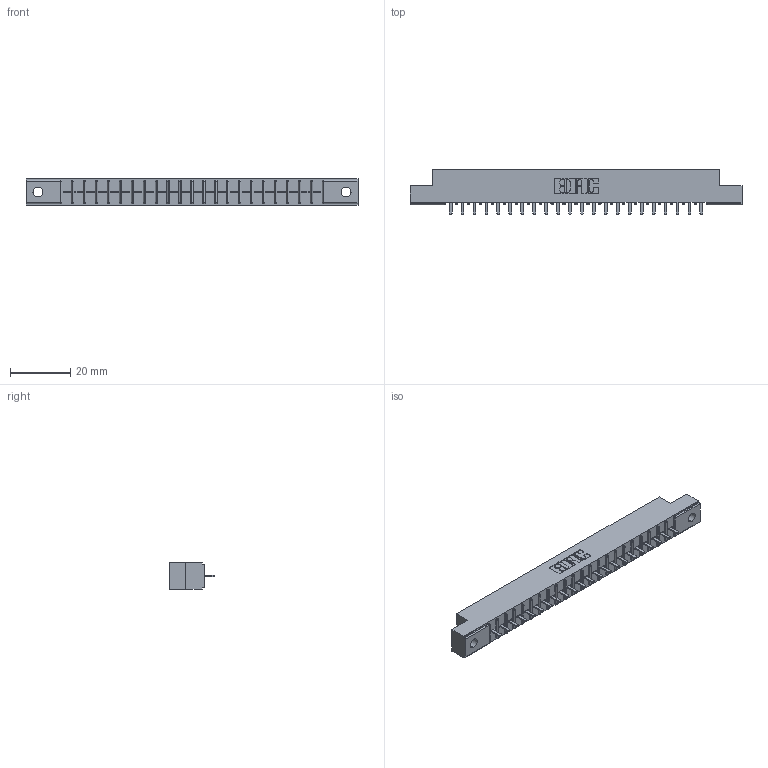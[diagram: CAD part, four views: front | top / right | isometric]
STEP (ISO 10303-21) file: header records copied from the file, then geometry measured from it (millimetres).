
FILE_DESCRIPTION (( 'STEP AP203' ), '1' );
FILE_NAME ('316-022-421-102.STEP', '2020-09-22T20:37:11', ( '' ), ( '' ), 'SwSTEP 2.0', 'SolidWorks 2020', '' );
FILE_SCHEMA (( 'CONFIG_CONTROL_DESIGN' ));
Length unit declared in the file: inch
Products named in the file (3): 316-022-421-102; 306-290-001_121; 306 Part_.128 Dia
Assembly tree (23 placements, depth 2):
  316-022-421-102
    306 Part_.128 Dia
    306-290-001_121  x22
Bounding box: 110.19 x 14.88 x 8.71 mm (x, y, z)
Volume: 7474.8 mm3; surface area: 10627.9 mm2
Topology: 23 solids, 23 shells, 1656 faces, 4650 edges, 2980 vertices
Faces by surface type: plane 1102, cylinder 466, sphere 88
Entity records: 23065 total; most frequent: CARTESIAN_POINT 3869, ORIENTED_EDGE 3832, DIRECTION 3818, EDGE_CURVE 1916, VECTOR 1488, LINE 1488, VERTEX_POINT 1216, AXIS2_PLACEMENT_3D 1165
